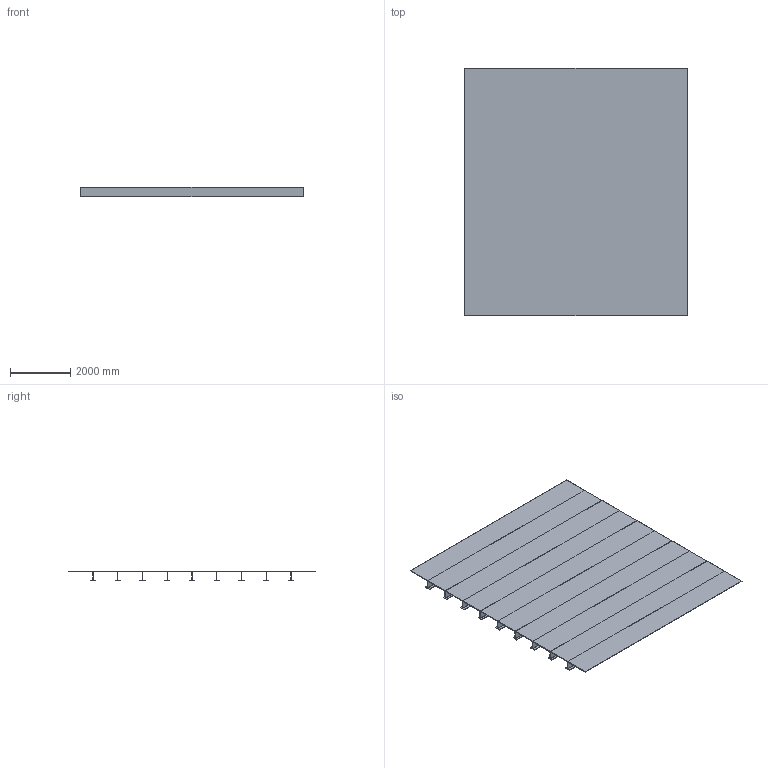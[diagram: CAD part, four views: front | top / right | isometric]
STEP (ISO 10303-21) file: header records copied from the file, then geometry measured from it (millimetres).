
FILE_DESCRIPTION(/* description */ ('CAx-IF AP209 Geometry Test Case'),/* implementation_level */ '2;1');
FILE_NAME(/* name */ 'deck_geom_209-eb.stp',/* time_stamp */ '2002-06-27T10:21:03-04:00',/* author */ ('Stephen Gordon'),/* organization */ ('Electric Boat Corporation','75 Eastern Point Rd.','Groton, CT 06340'),/* preprocessor_version */ 'ST-DEVELOPER v8',/* originating_system */ 'EB Express-R Viewer',/* authorisation */ '');
FILE_SCHEMA (('STRUCTURAL_ANALYSIS_DESIGN'));
Length unit declared in the file: metre
Products named in the file (2): 1
Bounding box: 7400.04 x 8250.17 x 318.8 mm (x, y, z)
Volume: 2808504636.7 mm3; surface area: 557336430.7 mm2
Topology: 1 solids, 38 shells, 115 faces, 376 edges, 300 vertices
Faces by surface type: plane 115
Entity records: 4397 total; most frequent: CARTESIAN_POINT 829, DIRECTION 682, ORIENTED_EDGE 604, VECTOR 376, LINE 376, EDGE_CURVE 376, VERTEX_POINT 300, AXIS2_PLACEMENT_3D 153
